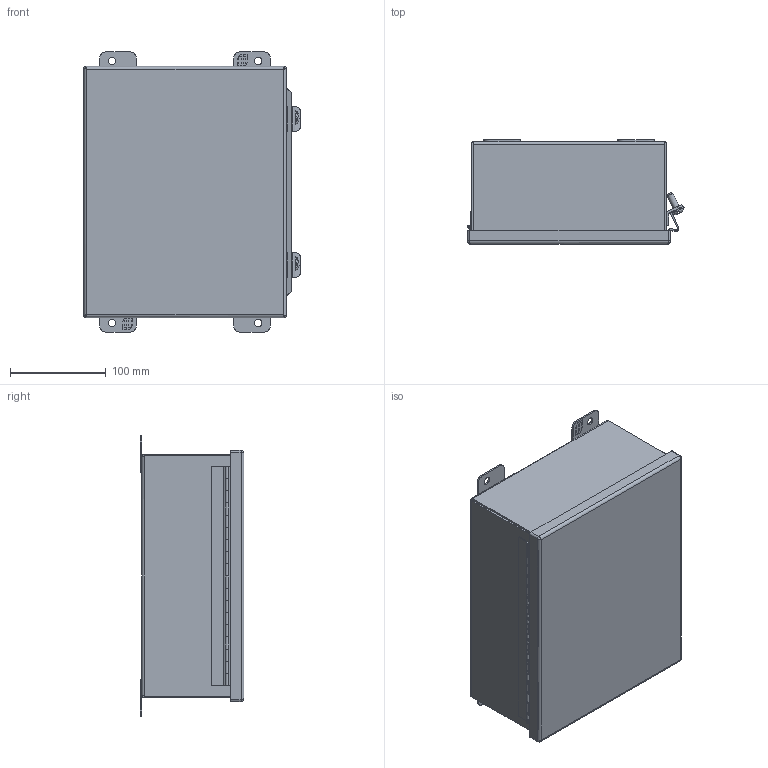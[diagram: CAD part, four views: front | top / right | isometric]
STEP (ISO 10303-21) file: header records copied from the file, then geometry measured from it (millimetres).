
FILE_DESCRIPTION (( 'STEP AP214' ), '1' );
FILE_NAME ('1414N4PHSSI.STEP', '2019-09-18T11:15:31', ( '' ), ( '' ), 'SwSTEP 2.0', 'SolidWorks 2018', '' );
FILE_SCHEMA (( 'AUTOMOTIVE_DESIGN' ));
Length unit declared in the file: inch
Products named in the file (1): 1414N4PHSSI
Bounding box: 226.13 x 108.43 x 292.1 mm (x, y, z)
Volume: 544056.3 mm3; surface area: 603045.7 mm2
Topology: 21 solids, 22 shells, 696 faces, 1790 edges, 1138 vertices
Faces by surface type: plane 448, cylinder 184, bspline 34, cone 30
Full cylindrical faces by diameter (mm): 1.143 x1, 3.967 x4, 4.826 x2, 5.41 x2, 6.35 x4, 6.731 x4, 7.937 x2, 7.938 x2, 9.525 x4, 12.192 x2
Entity records: 31968 total; most frequent: CARTESIAN_POINT 6688, ORIENTED_EDGE 3434, DIRECTION 3289, EDGE_CURVE 1717, LINE 1271, VECTOR 1271, VERTEX_POINT 1124, AXIS2_PLACEMENT_3D 1009
